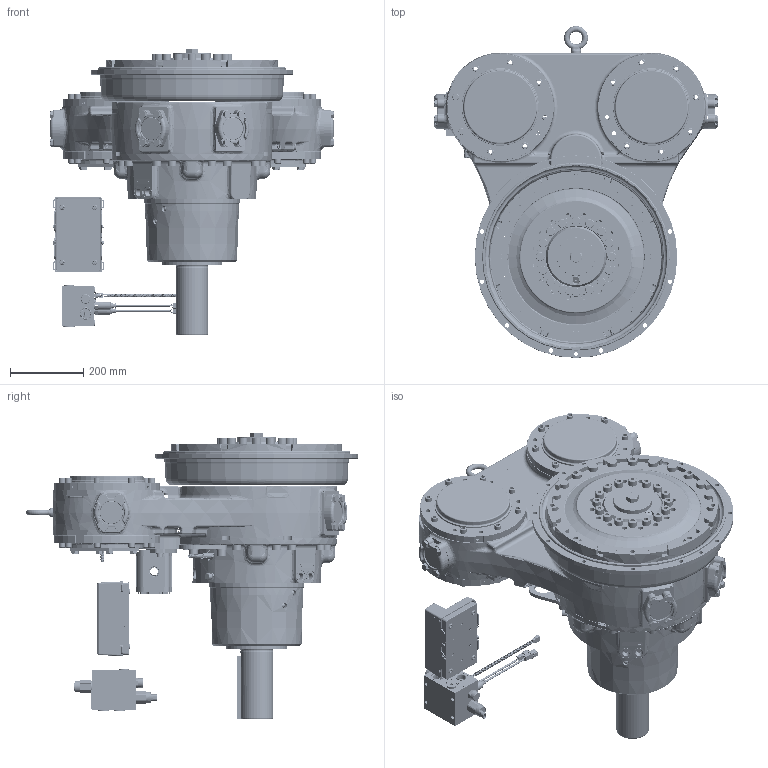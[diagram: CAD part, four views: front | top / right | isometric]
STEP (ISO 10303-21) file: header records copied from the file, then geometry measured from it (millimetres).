
FILE_DESCRIPTION (( 'STEP AP214' ), '1' );
FILE_NAME ('1029980G.step', '2021-08-05T20:03:49', ( 'TDI' ), ( 'Twin Disc Inc' ), 'SwSTEP 2.0', 'SolidWorks 2019', '' );
FILE_SCHEMA (( 'AUTOMOTIVE_DESIGN' ));
Length unit declared in the file: millimetre
Products named in the file (1): 1029980G
Bounding box: 772.32 x 905.39 x 781.85 mm (x, y, z)
Surface area: 3498791.3 mm2 (no closed solid volume)
Topology: 0 solids, 473 shells, 5001 faces, 23918 edges, 19113 vertices
Faces by surface type: plane 2003, cylinder 1530, bspline 492, torus 454, cone 451, sphere 71
Entity records: 411479 total; most frequent: CARTESIAN_POINT 176808, ORIENTED_EDGE 33719, DIRECTION 33653, EDGE_CURVE 23881, VERTEX_POINT 19105, LINE 11785, VECTOR 11785, AXIS2_PLACEMENT_3D 10934
